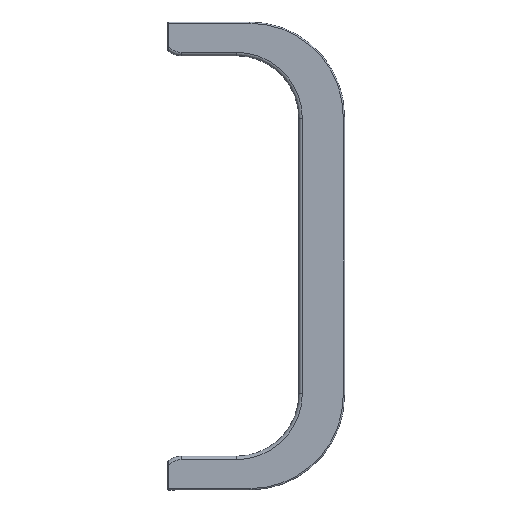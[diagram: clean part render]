
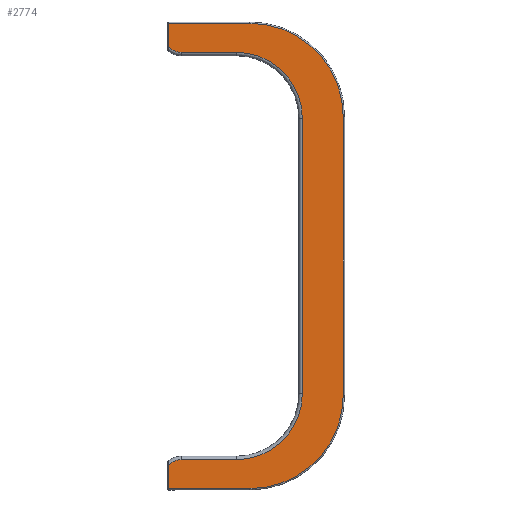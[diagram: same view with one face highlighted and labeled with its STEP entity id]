
A CAD part, top view. The second image highlights one B-rep face of the part: STEP entity #2774.
In plain terms, the highlighted planar face has unit normal (0, 0, 1).
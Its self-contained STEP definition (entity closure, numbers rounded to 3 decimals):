
#72=PLANE('',#3091);
#219=LINE('',#4884,#439);
#221=LINE('',#4896,#441);
#223=LINE('',#4907,#443);
#234=LINE('',#4931,#454);
#235=LINE('',#4936,#455);
#237=LINE('',#4948,#457);
#239=LINE('',#4960,#459);
#241=LINE('',#4966,#461);
#439=VECTOR('',#3643,10.);
#441=VECTOR('',#3657,10.);
#443=VECTOR('',#3671,10.);
#454=VECTOR('',#3702,10.);
#455=VECTOR('',#3709,10.);
#457=VECTOR('',#3725,10.);
#459=VECTOR('',#3741,10.);
#461=VECTOR('',#3747,10.);
#734=FACE_OUTER_BOUND('',#911,.T.);
#911=EDGE_LOOP('',(#2288,#2289,#2290,#2291,#2292,#2293,#2294,#2295,#2296,
#2297,#2298,#2299,#2300,#2301));
#1110=CIRCLE('',#3040,2.4);
#1113=CIRCLE('',#3045,9.6);
#1117=CIRCLE('',#3051,9.6);
#1120=CIRCLE('',#3056,2.4);
#1129=CIRCLE('',#3079,13.55);
#1133=CIRCLE('',#3086,13.55);
#1318=VERTEX_POINT('',#4762);
#1320=VERTEX_POINT('',#4820);
#1326=VERTEX_POINT('',#4877);
#1328=VERTEX_POINT('',#4882);
#1330=VERTEX_POINT('',#4888);
#1332=VERTEX_POINT('',#4894);
#1334=VERTEX_POINT('',#4900);
#1335=VERTEX_POINT('',#4905);
#1338=VERTEX_POINT('',#4930);
#1339=VERTEX_POINT('',#4934);
#1341=VERTEX_POINT('',#4944);
#1343=VERTEX_POINT('',#4952);
#1345=VERTEX_POINT('',#4958);
#1346=VERTEX_POINT('',#4962);
#1633=EDGE_CURVE('',#1326,#1320,#1110,.T.);
#1635=EDGE_CURVE('',#1328,#1326,#219,.T.);
#1638=EDGE_CURVE('',#1330,#1328,#1113,.T.);
#1641=EDGE_CURVE('',#1332,#1330,#221,.T.);
#1644=EDGE_CURVE('',#1334,#1332,#1117,.T.);
#1647=EDGE_CURVE('',#1335,#1334,#223,.T.);
#1649=EDGE_CURVE('',#1318,#1335,#1120,.T.);
#1659=EDGE_CURVE('',#1320,#1338,#234,.T.);
#1662=EDGE_CURVE('',#1339,#1318,#235,.T.);
#1668=EDGE_CURVE('',#1338,#1341,#237,.T.);
#1672=EDGE_CURVE('',#1341,#1343,#1129,.T.);
#1674=EDGE_CURVE('',#1345,#1339,#239,.T.);
#1677=EDGE_CURVE('',#1343,#1346,#241,.T.);
#1679=EDGE_CURVE('',#1346,#1345,#1133,.T.);
#2288=ORIENTED_EDGE('',*,*,#1649,.F.);
#2289=ORIENTED_EDGE('',*,*,#1662,.F.);
#2290=ORIENTED_EDGE('',*,*,#1674,.F.);
#2291=ORIENTED_EDGE('',*,*,#1679,.F.);
#2292=ORIENTED_EDGE('',*,*,#1677,.F.);
#2293=ORIENTED_EDGE('',*,*,#1672,.F.);
#2294=ORIENTED_EDGE('',*,*,#1668,.F.);
#2295=ORIENTED_EDGE('',*,*,#1659,.F.);
#2296=ORIENTED_EDGE('',*,*,#1633,.F.);
#2297=ORIENTED_EDGE('',*,*,#1635,.F.);
#2298=ORIENTED_EDGE('',*,*,#1638,.F.);
#2299=ORIENTED_EDGE('',*,*,#1641,.F.);
#2300=ORIENTED_EDGE('',*,*,#1644,.F.);
#2301=ORIENTED_EDGE('',*,*,#1647,.F.);
#2774=ADVANCED_FACE('',(#734),#72,.T.);
#3040=AXIS2_PLACEMENT_3D('',#4879,#3637,#3638);
#3045=AXIS2_PLACEMENT_3D('',#4890,#3649,#3650);
#3051=AXIS2_PLACEMENT_3D('',#4902,#3663,#3664);
#3056=AXIS2_PLACEMENT_3D('',#4910,#3675,#3676);
#3079=AXIS2_PLACEMENT_3D('',#4956,#3735,#3736);
#3086=AXIS2_PLACEMENT_3D('',#4969,#3752,#3753);
#3091=AXIS2_PLACEMENT_3D('',#4977,#3765,#3766);
#3637=DIRECTION('center_axis',(0.,0.,-1.));
#3638=DIRECTION('ref_axis',(-0.329,-0.944,0.));
#3643=DIRECTION('',(-1.,0.,0.));
#3649=DIRECTION('center_axis',(0.,0.,1.));
#3650=DIRECTION('ref_axis',(0.707,0.707,0.));
#3657=DIRECTION('',(0.,1.,0.));
#3663=DIRECTION('center_axis',(0.,0.,1.));
#3664=DIRECTION('ref_axis',(0.707,-0.707,0.));
#3671=DIRECTION('',(1.,0.,0.));
#3675=DIRECTION('center_axis',(0.,0.,-1.));
#3676=DIRECTION('ref_axis',(-0.329,0.944,0.));
#3702=DIRECTION('',(0.,1.,0.));
#3709=DIRECTION('',(0.,1.,0.));
#3725=DIRECTION('',(1.,0.,0.));
#3735=DIRECTION('center_axis',(0.,0.,-1.));
#3736=DIRECTION('ref_axis',(0.707,0.707,0.));
#3741=DIRECTION('',(-1.,0.,0.));
#3747=DIRECTION('',(0.,-1.,0.));
#3752=DIRECTION('center_axis',(0.,0.,-1.));
#3753=DIRECTION('ref_axis',(0.707,-0.707,0.));
#3765=DIRECTION('center_axis',(0.,0.,1.));
#3766=DIRECTION('ref_axis',(1.,0.,0.));
#4762=CARTESIAN_POINT('',(-12.549,-30.413,2.));
#4820=CARTESIAN_POINT('',(-12.549,30.413,2.));
#4877=CARTESIAN_POINT('',(-10.749,29.6,2.));
#4879=CARTESIAN_POINT('Origin',(-10.749,32.,2.));
#4882=CARTESIAN_POINT('',(-2.749,29.6,2.));
#4884=CARTESIAN_POINT('',(-1.888,29.6,2.));
#4888=CARTESIAN_POINT('',(6.851,20.,2.));
#4890=CARTESIAN_POINT('Origin',(-2.749,20.,2.));
#4894=CARTESIAN_POINT('',(6.851,-20.,2.));
#4896=CARTESIAN_POINT('',(6.851,-10.,2.));
#4900=CARTESIAN_POINT('',(-2.749,-29.6,2.));
#4902=CARTESIAN_POINT('Origin',(-2.749,-20.,2.));
#4905=CARTESIAN_POINT('',(-10.749,-29.6,2.));
#4907=CARTESIAN_POINT('',(-5.888,-29.6,2.));
#4910=CARTESIAN_POINT('Origin',(-10.749,-32.,2.));
#4930=CARTESIAN_POINT('',(-12.549,33.8,2.));
#4931=CARTESIAN_POINT('',(-12.549,-17.,2.));
#4934=CARTESIAN_POINT('',(-12.549,-33.8,2.));
#4936=CARTESIAN_POINT('',(-12.549,-17.,2.));
#4944=CARTESIAN_POINT('',(-0.749,33.8,2.));
#4948=CARTESIAN_POINT('',(-0.888,33.8,2.));
#4952=CARTESIAN_POINT('',(12.801,20.25,2.));
#4956=CARTESIAN_POINT('Origin',(-0.749,20.25,2.));
#4958=CARTESIAN_POINT('',(-0.749,-33.8,2.));
#4960=CARTESIAN_POINT('',(-6.888,-33.8,2.));
#4962=CARTESIAN_POINT('',(12.801,-20.25,2.));
#4966=CARTESIAN_POINT('',(12.801,-10.125,2.));
#4969=CARTESIAN_POINT('Origin',(-0.749,-20.25,2.));
#4977=CARTESIAN_POINT('Origin',(-1.026,0.,2.));
